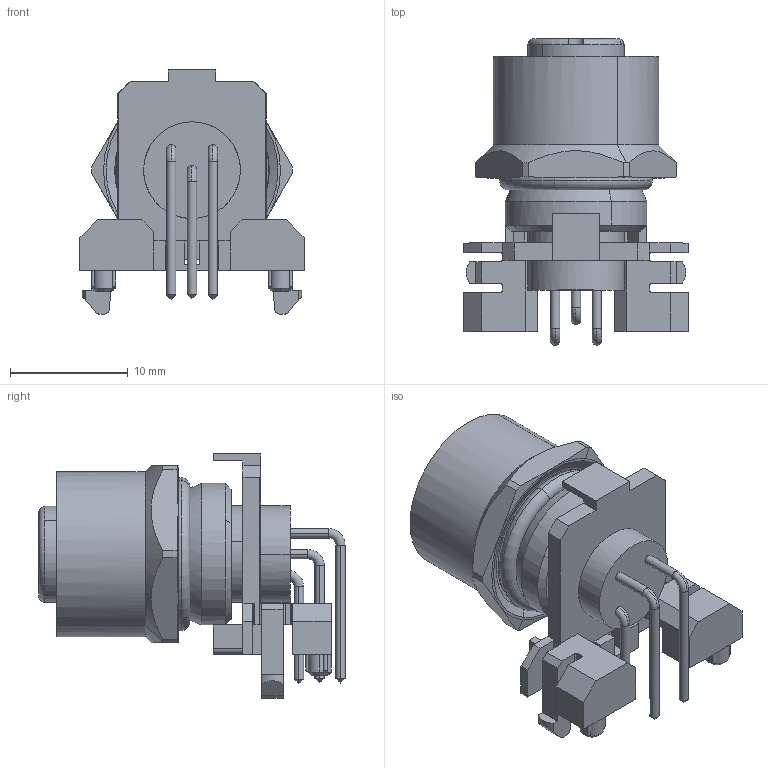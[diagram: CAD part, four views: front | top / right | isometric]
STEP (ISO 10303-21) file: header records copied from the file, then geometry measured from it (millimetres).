
FILE_DESCRIPTION(('CATIA V5 STEP Exchange','CAx-IF Rec.Pracs.--- Model Styling and Organization---1.4--- 2014-01-23'),'2;1');
FILE_NAME ('D1461901_1_2423600000_2423600000.stp','2021-01-03T10:25:02+00:00',('none'),('Weidmueller'),'CATIA Version 5-6 Release 2016 SP3 HF44','CATIA V5 STEP AP214','none');
FILE_SCHEMA(('AUTOMOTIVE_DESIGN { 1 0 10303 214 1 1 1 1 }'));
Length unit declared in the file: millimetre
Products named in the file (1): 2423600000
Bounding box: 19 x 25.96 x 20.7 mm (x, y, z)
Volume: 2743.5 mm3; surface area: 3635.2 mm2
Topology: 10 solids, 20 shells, 432 faces, 1227 edges, 832 vertices
Faces by surface type: plane 176, cylinder 141, cone 42, bspline 37, torus 36
Entity records: 15272 total; most frequent: CARTESIAN_POINT 4816, ORIENTED_EDGE 2426, DIRECTION 1637, EDGE_CURVE 1213, VERTEX_POINT 830, AXIS2_PLACEMENT_3D 710, VECTOR 543, LINE 543
